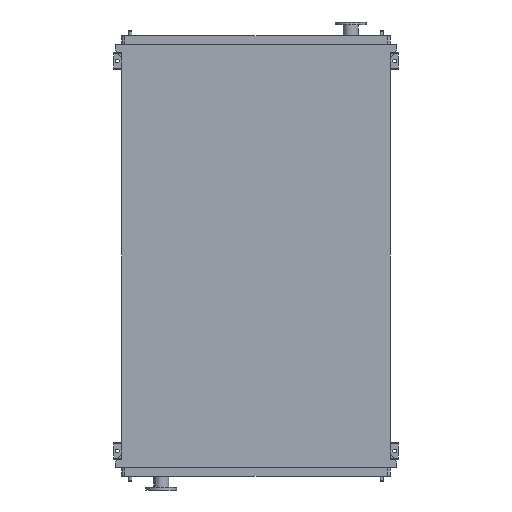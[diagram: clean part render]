
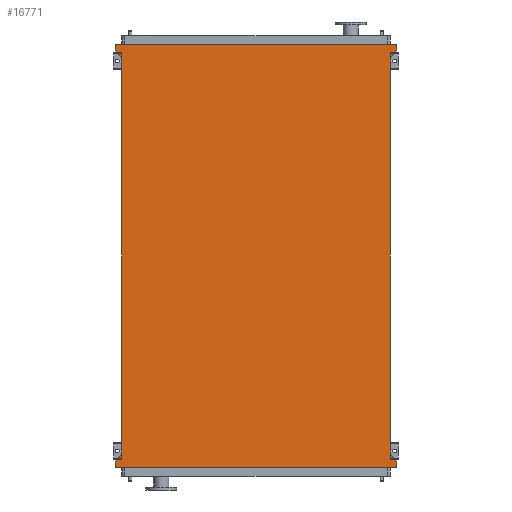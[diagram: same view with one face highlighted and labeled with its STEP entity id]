
A CAD part, front view. The second image highlights one B-rep face of the part: STEP entity #16771.
In plain terms, the highlighted planar face has unit normal (0, -1, 0).
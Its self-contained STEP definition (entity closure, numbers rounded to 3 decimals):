
#50 = VECTOR ( 'NONE', #2793, 1000. ) ;
#489 = CARTESIAN_POINT ( 'NONE',  ( 1011., 0., -2903. ) ) ;
#559 = LINE ( 'NONE', #17035, #1008 ) ;
#579 = EDGE_LOOP ( 'NONE', ( #3662, #11329, #15222, #4126, #8386, #12703, #5488, #17511, #10199, #14090, #2984, #14533 ) ) ;
#759 = VERTEX_POINT ( 'NONE', #920 ) ;
#920 = CARTESIAN_POINT ( 'NONE',  ( 1011., 0., -2945. ) ) ;
#1008 = VECTOR ( 'NONE', #11208, 1000. ) ;
#1100 = CARTESIAN_POINT ( 'NONE',  ( 965., 0., -2850. ) ) ;
#1301 = VECTOR ( 'NONE', #9332, 1000. ) ;
#1314 = VERTEX_POINT ( 'NONE', #14234 ) ;
#1911 = CARTESIAN_POINT ( 'NONE',  ( -965., 0., -2850. ) ) ;
#2302 = VECTOR ( 'NONE', #12119, 1000. ) ;
#2413 = VECTOR ( 'NONE', #8098, 1000. ) ;
#2788 = PLANE ( 'NONE',  #11743 ) ;
#2793 = DIRECTION ( 'NONE',  ( 0., 0., -1. ) ) ;
#2984 = ORIENTED_EDGE ( 'NONE', *, *, #7553, .F. ) ;
#3662 = ORIENTED_EDGE ( 'NONE', *, *, #4310, .T. ) ;
#4126 = ORIENTED_EDGE ( 'NONE', *, *, #11553, .F. ) ;
#4139 = DIRECTION ( 'NONE',  ( 1., 0., 0. ) ) ;
#4254 = VERTEX_POINT ( 'NONE', #14046 ) ;
#4271 = LINE ( 'NONE', #4429, #7638 ) ;
#4293 = VERTEX_POINT ( 'NONE', #15640 ) ;
#4310 = EDGE_CURVE ( 'NONE', #8714, #16910, #5924, .T. ) ;
#4429 = CARTESIAN_POINT ( 'NONE',  ( -1011., 0., 53. ) ) ;
#4573 = EDGE_CURVE ( 'NONE', #15938, #13235, #13837, .T. ) ;
#5053 = CARTESIAN_POINT ( 'NONE',  ( -965., 0., -2850. ) ) ;
#5488 = ORIENTED_EDGE ( 'NONE', *, *, #4573, .F. ) ;
#5558 = DIRECTION ( 'NONE',  ( 0., 0., 1. ) ) ;
#5568 = LINE ( 'NONE', #11529, #8472 ) ;
#5628 = EDGE_CURVE ( 'NONE', #8714, #18759, #8915, .T. ) ;
#5799 = DIRECTION ( 'NONE',  ( -0.655, 0., 0.755 ) ) ;
#5924 = LINE ( 'NONE', #18566, #13612 ) ;
#6914 = LINE ( 'NONE', #12768, #11196 ) ;
#6935 = VERTEX_POINT ( 'NONE', #15562 ) ;
#7133 = DIRECTION ( 'NONE',  ( 0., 0., -1. ) ) ;
#7553 = EDGE_CURVE ( 'NONE', #18759, #759, #11112, .T. ) ;
#7638 = VECTOR ( 'NONE', #14471, 1000. ) ;
#8098 = DIRECTION ( 'NONE',  ( 0.655, 0., 0.755 ) ) ;
#8290 = DIRECTION ( 'NONE',  ( 0., 0., 1. ) ) ;
#8386 = ORIENTED_EDGE ( 'NONE', *, *, #14348, .F. ) ;
#8472 = VECTOR ( 'NONE', #5799, 1000. ) ;
#8504 = EDGE_CURVE ( 'NONE', #759, #4254, #9495, .T. ) ;
#8714 = VERTEX_POINT ( 'NONE', #17721 ) ;
#8915 = LINE ( 'NONE', #1100, #9364 ) ;
#9200 = VECTOR ( 'NONE', #8290, 1000. ) ;
#9332 = DIRECTION ( 'NONE',  ( 0., 0., -1. ) ) ;
#9364 = VECTOR ( 'NONE', #9726, 1000. ) ;
#9495 = LINE ( 'NONE', #13893, #12883 ) ;
#9726 = DIRECTION ( 'NONE',  ( 0.655, 0., -0.755 ) ) ;
#9991 = CARTESIAN_POINT ( 'NONE',  ( -1011., 0., -2903. ) ) ;
#10175 = CARTESIAN_POINT ( 'NONE',  ( 1011., 0., 53. ) ) ;
#10199 = ORIENTED_EDGE ( 'NONE', *, *, #10456, .F. ) ;
#10456 = EDGE_CURVE ( 'NONE', #4254, #16126, #12606, .T. ) ;
#11112 = LINE ( 'NONE', #12893, #50 ) ;
#11196 = VECTOR ( 'NONE', #4139, 1000. ) ;
#11208 = DIRECTION ( 'NONE',  ( -0.655, 0., -0.755 ) ) ;
#11329 = ORIENTED_EDGE ( 'NONE', *, *, #17298, .F. ) ;
#11412 = EDGE_CURVE ( 'NONE', #16126, #15938, #13011, .T. ) ;
#11529 = CARTESIAN_POINT ( 'NONE',  ( -965., 0., 0. ) ) ;
#11553 = EDGE_CURVE ( 'NONE', #6935, #4293, #6914, .T. ) ;
#11743 = AXIS2_PLACEMENT_3D ( 'NONE', #15717, #15839, #7133 ) ;
#12081 = FACE_OUTER_BOUND ( 'NONE', #579, .T. ) ;
#12119 = DIRECTION ( 'NONE',  ( 0., 0., 1. ) ) ;
#12408 = EDGE_CURVE ( 'NONE', #13235, #1314, #5568, .T. ) ;
#12606 = LINE ( 'NONE', #18477, #9200 ) ;
#12703 = ORIENTED_EDGE ( 'NONE', *, *, #12408, .F. ) ;
#12768 = CARTESIAN_POINT ( 'NONE',  ( -1011., 0., 95. ) ) ;
#12804 = LINE ( 'NONE', #18065, #1301 ) ;
#12883 = VECTOR ( 'NONE', #18301, 1000. ) ;
#12893 = CARTESIAN_POINT ( 'NONE',  ( 1011., 0., -2903. ) ) ;
#13011 = LINE ( 'NONE', #16830, #2413 ) ;
#13235 = VERTEX_POINT ( 'NONE', #16256 ) ;
#13612 = VECTOR ( 'NONE', #5558, 1000. ) ;
#13837 = LINE ( 'NONE', #1911, #2302 ) ;
#13893 = CARTESIAN_POINT ( 'NONE',  ( 1011., 0., -2945. ) ) ;
#14046 = CARTESIAN_POINT ( 'NONE',  ( -1011., 0., -2945. ) ) ;
#14090 = ORIENTED_EDGE ( 'NONE', *, *, #8504, .F. ) ;
#14234 = CARTESIAN_POINT ( 'NONE',  ( -1011., 0., 53. ) ) ;
#14348 = EDGE_CURVE ( 'NONE', #1314, #6935, #4271, .T. ) ;
#14471 = DIRECTION ( 'NONE',  ( 0., 0., 1. ) ) ;
#14479 = VERTEX_POINT ( 'NONE', #10175 ) ;
#14533 = ORIENTED_EDGE ( 'NONE', *, *, #5628, .F. ) ;
#15222 = ORIENTED_EDGE ( 'NONE', *, *, #15345, .F. ) ;
#15345 = EDGE_CURVE ( 'NONE', #4293, #14479, #12804, .T. ) ;
#15562 = CARTESIAN_POINT ( 'NONE',  ( -1011., 0., 95. ) ) ;
#15640 = CARTESIAN_POINT ( 'NONE',  ( 1011., 0., 95. ) ) ;
#15717 = CARTESIAN_POINT ( 'NONE',  ( -965., 0., -2850. ) ) ;
#15839 = DIRECTION ( 'NONE',  ( 0., -1., 0. ) ) ;
#15938 = VERTEX_POINT ( 'NONE', #5053 ) ;
#16126 = VERTEX_POINT ( 'NONE', #9991 ) ;
#16256 = CARTESIAN_POINT ( 'NONE',  ( -965., 0., 0. ) ) ;
#16771 = ADVANCED_FACE ( 'NONE', ( #12081 ), #2788, .T. ) ;
#16830 = CARTESIAN_POINT ( 'NONE',  ( -1011., 0., -2903. ) ) ;
#16910 = VERTEX_POINT ( 'NONE', #17561 ) ;
#17035 = CARTESIAN_POINT ( 'NONE',  ( 1011., 0., 53. ) ) ;
#17298 = EDGE_CURVE ( 'NONE', #14479, #16910, #559, .T. ) ;
#17511 = ORIENTED_EDGE ( 'NONE', *, *, #11412, .F. ) ;
#17561 = CARTESIAN_POINT ( 'NONE',  ( 965., 0., 0. ) ) ;
#17721 = CARTESIAN_POINT ( 'NONE',  ( 965., 0., -2850. ) ) ;
#18065 = CARTESIAN_POINT ( 'NONE',  ( 1011., 0., 95. ) ) ;
#18301 = DIRECTION ( 'NONE',  ( -1., 0., 0. ) ) ;
#18477 = CARTESIAN_POINT ( 'NONE',  ( -1011., 0., -2945. ) ) ;
#18566 = CARTESIAN_POINT ( 'NONE',  ( 965., 0., -2850. ) ) ;
#18759 = VERTEX_POINT ( 'NONE', #489 ) ;
